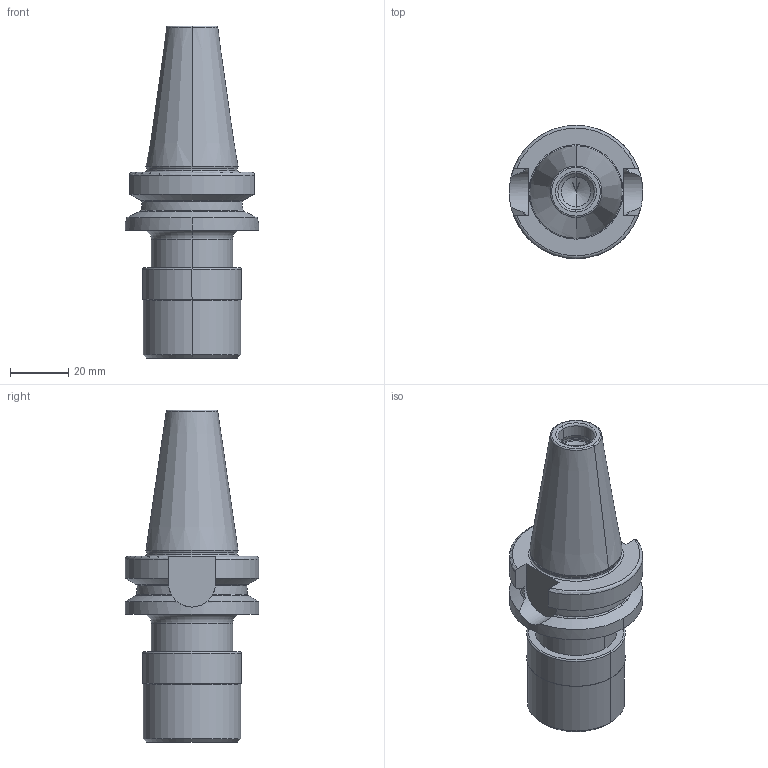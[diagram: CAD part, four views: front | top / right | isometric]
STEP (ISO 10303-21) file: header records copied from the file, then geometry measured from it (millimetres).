
FILE_DESCRIPTION((''),'2;1');
FILE_NAME('305_16_12_1','2020-11-09T',('103090'),(''),'CREO PARAMETRIC BY PTC INC, 2016260','CREO PARAMETRIC BY PTC INC, 2016260','');
FILE_SCHEMA(('CONFIG_CONTROL_DESIGN'));
Length unit declared in the file: millimetre
Products named in the file (1): 305_16_12_1
Bounding box: 46 x 46 x 114.4 mm (x, y, z)
Volume: 76437.7 mm3; surface area: 19483.1 mm2
Topology: 1 solids, 2 shells, 118 faces, 279 edges, 166 vertices
Faces by surface type: torus 34, cylinder 34, plane 22, cone 22, sphere 6
Entity records: 3640 total; most frequent: CARTESIAN_POINT 884, DIRECTION 617, ORIENTED_EDGE 540, EDGE_CURVE 270, AXIS2_PLACEMENT_3D 269, VERTEX_POINT 164, CIRCLE 148, EDGE_LOOP 128
